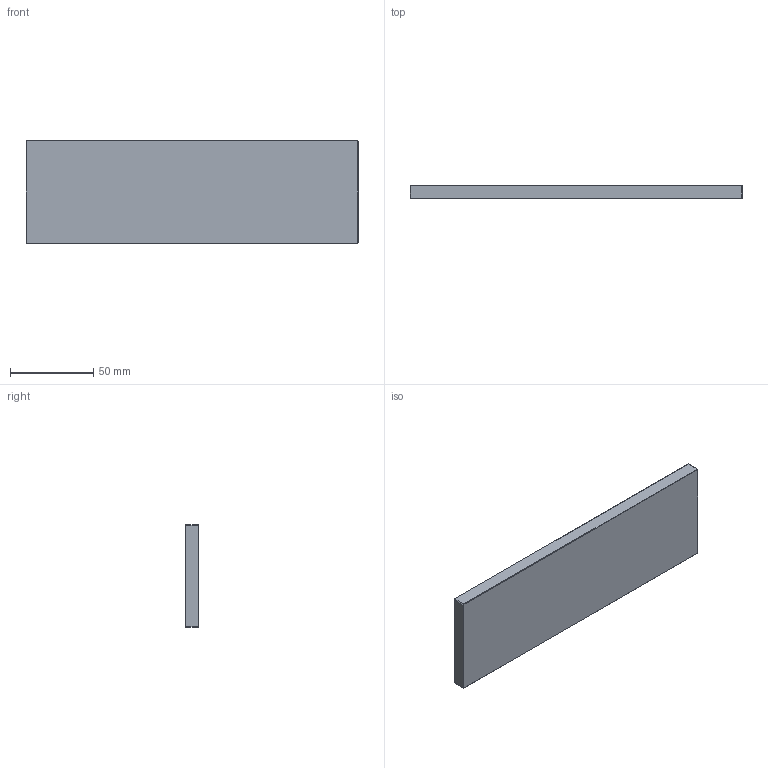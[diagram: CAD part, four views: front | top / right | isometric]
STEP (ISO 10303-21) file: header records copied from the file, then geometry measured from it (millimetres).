
FILE_DESCRIPTION( ( 'Unknown' ), '1' );
FILE_NAME( 'SU29-200F62.stp', 'Unknown', ( 'S.C.H' ), ( 'Unknown' ), 'XStep 1.0', 'Unknown', ' ' );
FILE_SCHEMA( ( 'CONFIG_CONTROL_DESIGN' ) );
Length unit declared in the file: millimetre
Products named in the file (1): 1
Bounding box: 200 x 8 x 62 mm (x, y, z)
Volume: 99175.1 mm3; surface area: 28859 mm2
Topology: 1 solids, 1 shells, 26 faces, 56 edges, 32 vertices
Faces by surface type: plane 26
Entity records: 716 total; most frequent: CARTESIAN_POINT 115, ORIENTED_EDGE 112, DIRECTION 110, EDGE_CURVE 56, LINE 56, VECTOR 56, VERTEX_POINT 32, AXIS2_PLACEMENT_3D 27
